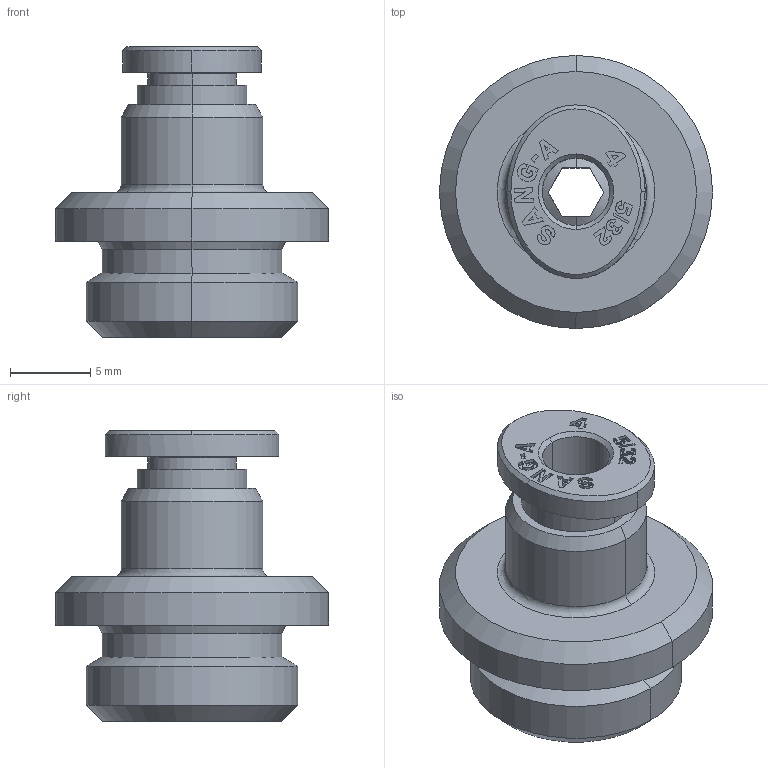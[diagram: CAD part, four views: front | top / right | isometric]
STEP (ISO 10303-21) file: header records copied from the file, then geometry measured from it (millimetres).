
FILE_DESCRIPTION (( 'STEP AP214' ), '1' );
FILE_NAME ('POC04-G02.STEP', '2018-09-10T08:53:43', ( '' ), ( '' ), 'SwSTEP 2.0', 'SolidWorks 2018', '' );
FILE_SCHEMA (( 'AUTOMOTIVE_DESIGN' ));
Length unit declared in the file: millimetre
Products named in the file (1): POC04-G02
Bounding box: 17 x 17 x 18.1 mm (x, y, z)
Surface area: 1417.2 mm2 (no closed solid volume)
Topology: 0 solids, 2 shells, 374 faces, 1144 edges, 758 vertices
Faces by surface type: plane 304, bspline 30, cylinder 20, cone 18, torus 2
Entity records: 17525 total; most frequent: CARTESIAN_POINT 3524, ORIENTED_EDGE 2140, DIRECTION 1810, EDGE_CURVE 1144, LINE 1000, VECTOR 1000, VERTEX_POINT 758, AXIS2_PLACEMENT_3D 405
